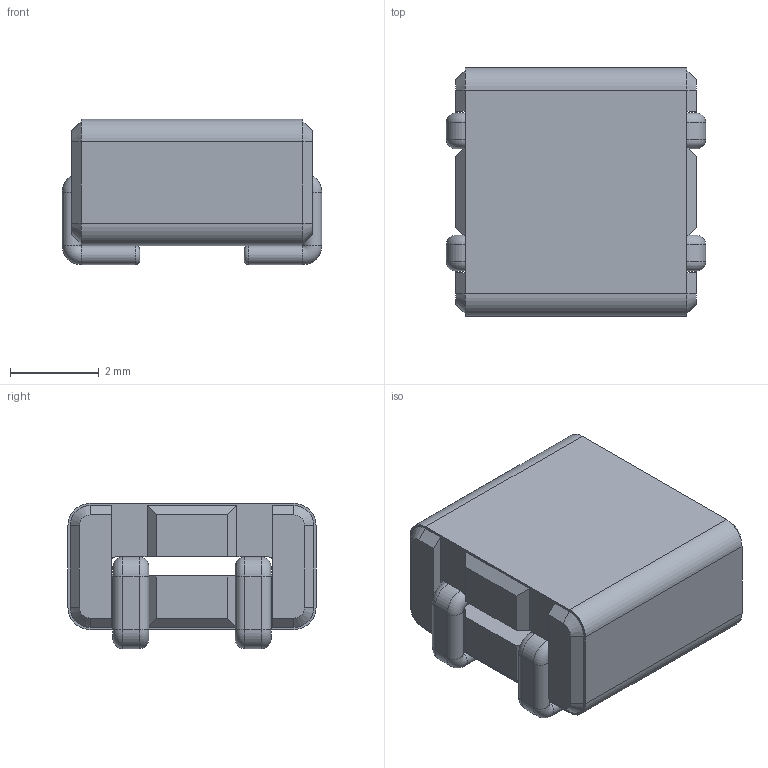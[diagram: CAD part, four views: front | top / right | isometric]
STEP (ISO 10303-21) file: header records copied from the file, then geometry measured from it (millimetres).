
FILE_DESCRIPTION(('FreeCAD Model'),'2;1');
FILE_NAME('CM2021.step' ,'2020-06-22T15:33:26',('Author'),(''), 'Open CASCADE STEP processor 7.3','FreeCAD','Unknown');
FILE_SCHEMA(('AUTOMOTIVE_DESIGN { 1 0 10303 214 1 1 1 1 }'));
Length unit declared in the file: millimetre
Products named in the file (1): CM2021
Bounding box: 5.86 x 5.6 x 3.28 mm (x, y, z)
Volume: 81.3 mm3; surface area: 196.4 mm2
Topology: 1 solids, 1 shells, 182 faces, 428 edges, 248 vertices
Faces by surface type: plane 90, cylinder 60, torus 24, cone 8
Entity records: 11991 total; most frequent: CARTESIAN_POINT 1923, DIRECTION 1718, LINE 1068, VECTOR 1068, ORIENTED_EDGE 856, PCURVE 856, DEFINITIONAL_REPRESENTATION 856, EDGE_CURVE 428
